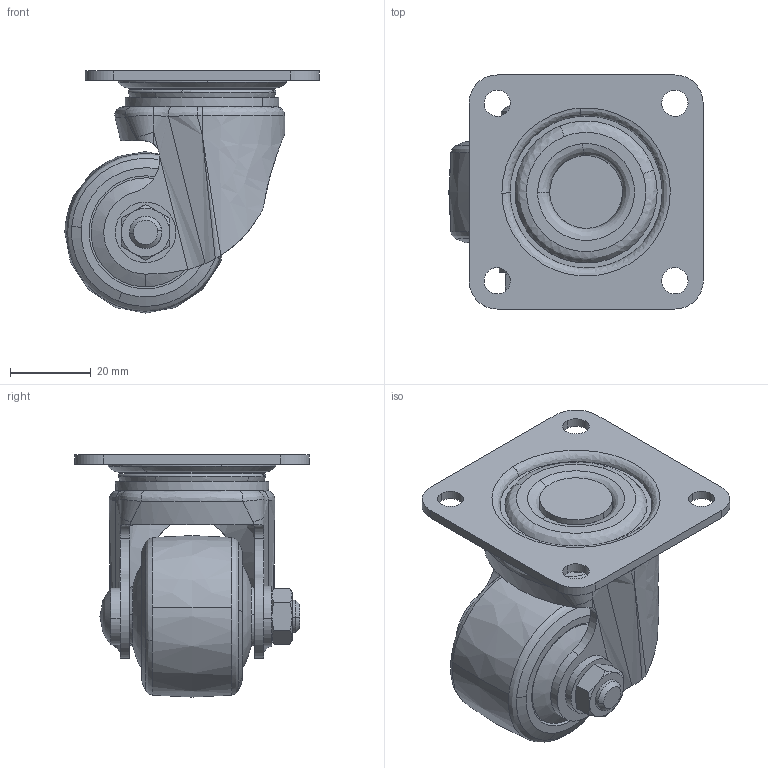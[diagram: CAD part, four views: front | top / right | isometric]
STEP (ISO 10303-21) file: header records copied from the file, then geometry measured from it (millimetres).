
FILE_DESCRIPTION((''),'2;1');
FILE_NAME('','2005-12-16T11:42:40',(''),(''),'','CADfix','');
FILE_SCHEMA(('AUTOMOTIVE_DESIGN'));
Length unit declared in the file: millimetre
Products named in the file (6): body; wheel; mounting plate; main shaft; axle; No_102HB2_PA_17628_36
Assembly tree (5 placements, depth 2):
  No_102HB2_PA_17628_36
    body
    wheel
    mounting plate
    main shaft
    axle
Bounding box: 63 x 58 x 60 mm (x, y, z)
Volume: 58025.5 mm3; surface area: 27132.2 mm2
Topology: 5 solids, 5 shells, 234 faces, 702 edges, 491 vertices
Faces by surface type: bspline 234
Entity records: 10700 total; most frequent: CARTESIAN_POINT 6848, ORIENTED_EDGE 1400, EDGE_CURVE 700, VERTEX_POINT 491, EDGE_LOOP 267, FACE_OUTER_BOUND 234, ADVANCED_FACE 234, QUASI_UNIFORM_CURVE 167
